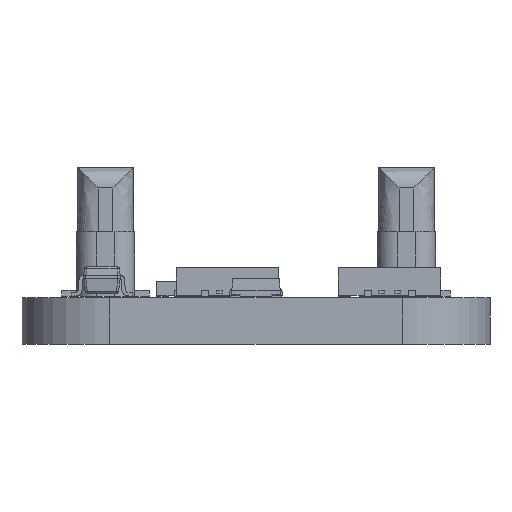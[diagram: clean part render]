
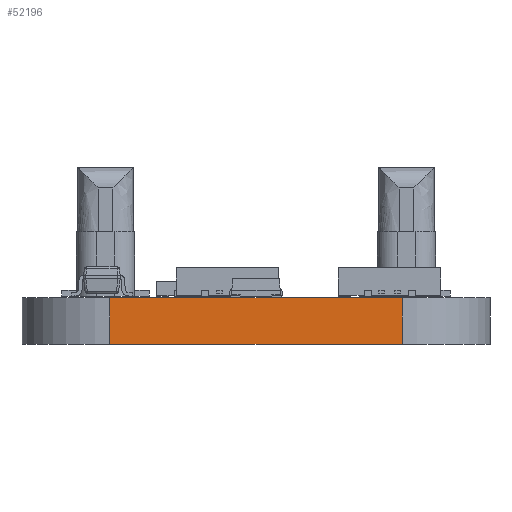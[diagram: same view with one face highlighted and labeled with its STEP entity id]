
A CAD part, left-side view. The second image highlights one B-rep face of the part: STEP entity #52196.
In plain terms, the highlighted planar face has unit normal (-1, 0, 0).
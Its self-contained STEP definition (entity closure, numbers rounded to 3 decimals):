
#52045 = PLANE('',#52046);
#52046 = AXIS2_PLACEMENT_3D('',#52047,#52048,#52049);
#52047 = CARTESIAN_POINT('',(0.,0.,1.6
    ));
#52048 = DIRECTION('',(-0.,-0.,-1.));
#52049 = DIRECTION('',(-1.,0.,0.));
#52073 = CYLINDRICAL_SURFACE('',#52074,3.);
#52074 = AXIS2_PLACEMENT_3D('',#52075,#52076,#52077);
#52075 = CARTESIAN_POINT('',(-13.5,-5.,0.));
#52076 = DIRECTION('',(-0.,-0.,-1.));
#52077 = DIRECTION('',(1.,0.,-0.));
#52099 = PLANE('',#52100);
#52100 = AXIS2_PLACEMENT_3D('',#52101,#52102,#52103);
#52101 = CARTESIAN_POINT('',(0.,0.,0.)
  );
#52102 = DIRECTION('',(-0.,-0.,-1.));
#52103 = DIRECTION('',(-1.,0.,0.));
#52114 = EDGE_CURVE('',#52115,#52117,#52119,.T.);
#52115 = VERTEX_POINT('',#52116);
#52116 = CARTESIAN_POINT('',(-16.5,-5.,0.));
#52117 = VERTEX_POINT('',#52118);
#52118 = CARTESIAN_POINT('',(-16.5,-5.,1.6));
#52119 = SURFACE_CURVE('',#52120,(#52124,#52131),.PCURVE_S1.);
#52120 = LINE('',#52121,#52122);
#52121 = CARTESIAN_POINT('',(-16.5,-5.,0.));
#52122 = VECTOR('',#52123,1.);
#52123 = DIRECTION('',(0.,0.,1.));
#52124 = PCURVE('',#52073,#52125);
#52125 = DEFINITIONAL_REPRESENTATION('',(#52126),#52130);
#52126 = LINE('',#52127,#52128);
#52127 = CARTESIAN_POINT('',(-3.142,0.));
#52128 = VECTOR('',#52129,1.);
#52129 = DIRECTION('',(-0.,-1.));
#52130 = ( GEOMETRIC_REPRESENTATION_CONTEXT(2) 
PARAMETRIC_REPRESENTATION_CONTEXT() REPRESENTATION_CONTEXT('2D SPACE',''
  ) );
#52131 = PCURVE('',#52132,#52137);
#52132 = PLANE('',#52133);
#52133 = AXIS2_PLACEMENT_3D('',#52134,#52135,#52136);
#52134 = CARTESIAN_POINT('',(-16.5,-5.,0.));
#52135 = DIRECTION('',(-1.,0.,0.));
#52136 = DIRECTION('',(0.,1.,0.));
#52137 = DEFINITIONAL_REPRESENTATION('',(#52138),#52142);
#52138 = LINE('',#52139,#52140);
#52139 = CARTESIAN_POINT('',(0.,0.));
#52140 = VECTOR('',#52141,1.);
#52141 = DIRECTION('',(0.,-1.));
#52142 = ( GEOMETRIC_REPRESENTATION_CONTEXT(2) 
PARAMETRIC_REPRESENTATION_CONTEXT() REPRESENTATION_CONTEXT('2D SPACE',''
  ) );
#52196 = ADVANCED_FACE('',(#52197),#52132,.T.);
#52197 = FACE_BOUND('',#52198,.T.);
#52198 = EDGE_LOOP('',(#52199,#52200,#52223,#52251));
#52199 = ORIENTED_EDGE('',*,*,#52114,.T.);
#52200 = ORIENTED_EDGE('',*,*,#52201,.T.);
#52201 = EDGE_CURVE('',#52117,#52202,#52204,.T.);
#52202 = VERTEX_POINT('',#52203);
#52203 = CARTESIAN_POINT('',(-16.5,5.,1.6));
#52204 = SURFACE_CURVE('',#52205,(#52209,#52216),.PCURVE_S1.);
#52205 = LINE('',#52206,#52207);
#52206 = CARTESIAN_POINT('',(-16.5,-5.,1.6));
#52207 = VECTOR('',#52208,1.);
#52208 = DIRECTION('',(0.,1.,0.));
#52209 = PCURVE('',#52132,#52210);
#52210 = DEFINITIONAL_REPRESENTATION('',(#52211),#52215);
#52211 = LINE('',#52212,#52213);
#52212 = CARTESIAN_POINT('',(0.,-1.6));
#52213 = VECTOR('',#52214,1.);
#52214 = DIRECTION('',(1.,0.));
#52215 = ( GEOMETRIC_REPRESENTATION_CONTEXT(2) 
PARAMETRIC_REPRESENTATION_CONTEXT() REPRESENTATION_CONTEXT('2D SPACE',''
  ) );
#52216 = PCURVE('',#52045,#52217);
#52217 = DEFINITIONAL_REPRESENTATION('',(#52218),#52222);
#52218 = LINE('',#52219,#52220);
#52219 = CARTESIAN_POINT('',(16.5,-5.));
#52220 = VECTOR('',#52221,1.);
#52221 = DIRECTION('',(0.,1.));
#52222 = ( GEOMETRIC_REPRESENTATION_CONTEXT(2) 
PARAMETRIC_REPRESENTATION_CONTEXT() REPRESENTATION_CONTEXT('2D SPACE',''
  ) );
#52223 = ORIENTED_EDGE('',*,*,#52224,.F.);
#52224 = EDGE_CURVE('',#52225,#52202,#52227,.T.);
#52225 = VERTEX_POINT('',#52226);
#52226 = CARTESIAN_POINT('',(-16.5,5.,0.));
#52227 = SURFACE_CURVE('',#52228,(#52232,#52239),.PCURVE_S1.);
#52228 = LINE('',#52229,#52230);
#52229 = CARTESIAN_POINT('',(-16.5,5.,0.));
#52230 = VECTOR('',#52231,1.);
#52231 = DIRECTION('',(0.,0.,1.));
#52232 = PCURVE('',#52132,#52233);
#52233 = DEFINITIONAL_REPRESENTATION('',(#52234),#52238);
#52234 = LINE('',#52235,#52236);
#52235 = CARTESIAN_POINT('',(10.,0.));
#52236 = VECTOR('',#52237,1.);
#52237 = DIRECTION('',(0.,-1.));
#52238 = ( GEOMETRIC_REPRESENTATION_CONTEXT(2) 
PARAMETRIC_REPRESENTATION_CONTEXT() REPRESENTATION_CONTEXT('2D SPACE',''
  ) );
#52239 = PCURVE('',#52240,#52245);
#52240 = CYLINDRICAL_SURFACE('',#52241,3.);
#52241 = AXIS2_PLACEMENT_3D('',#52242,#52243,#52244);
#52242 = CARTESIAN_POINT('',(-13.5,5.,0.));
#52243 = DIRECTION('',(-0.,-0.,-1.));
#52244 = DIRECTION('',(1.,0.,-0.));
#52245 = DEFINITIONAL_REPRESENTATION('',(#52246),#52250);
#52246 = LINE('',#52247,#52248);
#52247 = CARTESIAN_POINT('',(-3.142,0.));
#52248 = VECTOR('',#52249,1.);
#52249 = DIRECTION('',(-0.,-1.));
#52250 = ( GEOMETRIC_REPRESENTATION_CONTEXT(2) 
PARAMETRIC_REPRESENTATION_CONTEXT() REPRESENTATION_CONTEXT('2D SPACE',''
  ) );
#52251 = ORIENTED_EDGE('',*,*,#52252,.F.);
#52252 = EDGE_CURVE('',#52115,#52225,#52253,.T.);
#52253 = SURFACE_CURVE('',#52254,(#52258,#52265),.PCURVE_S1.);
#52254 = LINE('',#52255,#52256);
#52255 = CARTESIAN_POINT('',(-16.5,-5.,0.));
#52256 = VECTOR('',#52257,1.);
#52257 = DIRECTION('',(0.,1.,0.));
#52258 = PCURVE('',#52132,#52259);
#52259 = DEFINITIONAL_REPRESENTATION('',(#52260),#52264);
#52260 = LINE('',#52261,#52262);
#52261 = CARTESIAN_POINT('',(0.,0.));
#52262 = VECTOR('',#52263,1.);
#52263 = DIRECTION('',(1.,0.));
#52264 = ( GEOMETRIC_REPRESENTATION_CONTEXT(2) 
PARAMETRIC_REPRESENTATION_CONTEXT() REPRESENTATION_CONTEXT('2D SPACE',''
  ) );
#52265 = PCURVE('',#52099,#52266);
#52266 = DEFINITIONAL_REPRESENTATION('',(#52267),#52271);
#52267 = LINE('',#52268,#52269);
#52268 = CARTESIAN_POINT('',(16.5,-5.));
#52269 = VECTOR('',#52270,1.);
#52270 = DIRECTION('',(0.,1.));
#52271 = ( GEOMETRIC_REPRESENTATION_CONTEXT(2) 
PARAMETRIC_REPRESENTATION_CONTEXT() REPRESENTATION_CONTEXT('2D SPACE',''
  ) );
